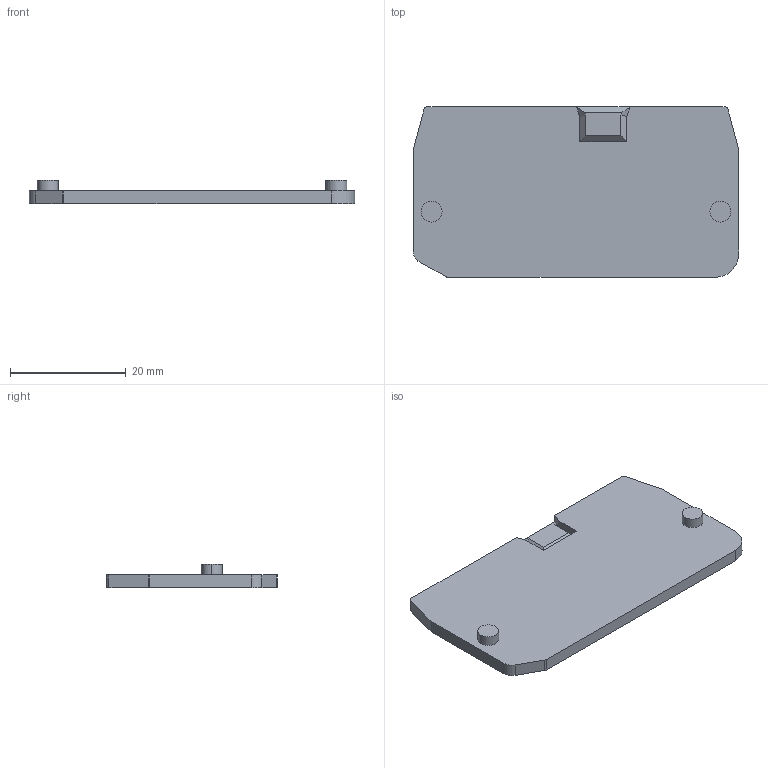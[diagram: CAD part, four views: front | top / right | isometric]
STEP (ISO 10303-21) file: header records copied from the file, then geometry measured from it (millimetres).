
FILE_DESCRIPTION((''),'2;1');
FILE_NAME('DD-ST4-D-20181016','2018-11-29T',('Administrator'),(''),'PRO/ENGINEER BY PARAMETRIC TECHNOLOGY CORPORATION, 2008380','PRO/ENGINEER BY PARAMETRIC TECHNOLOGY CORPORATION, 2008380','');
FILE_SCHEMA(('CONFIG_CONTROL_DESIGN'));
Length unit declared in the file: millimetre
Products named in the file (1): DD-ST4-D-20181016
Bounding box: 56.1 x 29.4 x 4 mm (x, y, z)
Volume: 3564.7 mm3; surface area: 3679.3 mm2
Topology: 1 solids, 1 shells, 46 faces, 114 edges, 72 vertices
Faces by surface type: plane 35, cylinder 11
Entity records: 1382 total; most frequent: CARTESIAN_POINT 232, DIRECTION 228, ORIENTED_EDGE 228, EDGE_CURVE 114, VECTOR 92, LINE 92, VERTEX_POINT 72, AXIS2_PLACEMENT_3D 68
